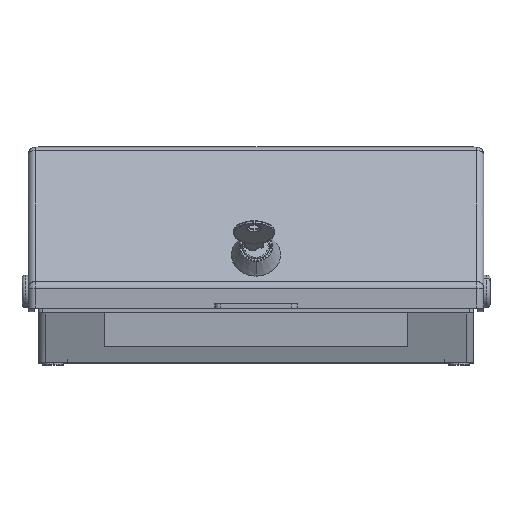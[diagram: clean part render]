
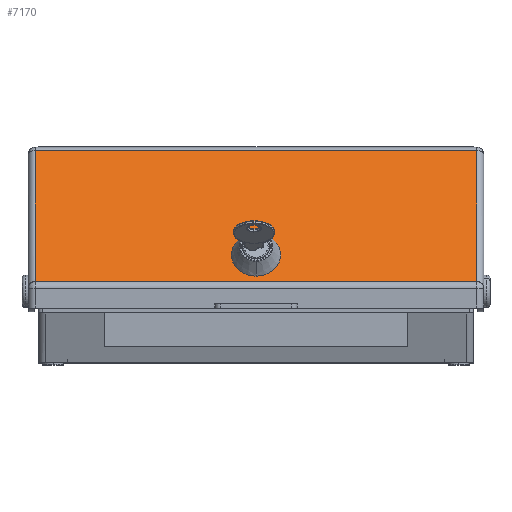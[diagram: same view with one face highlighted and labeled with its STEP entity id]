
A CAD part, top view. The second image highlights one B-rep face of the part: STEP entity #7170.
In plain terms, the highlighted planar face has unit normal (0, 0.5, 0.866).
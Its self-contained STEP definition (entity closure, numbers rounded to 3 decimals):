
#718 = CARTESIAN_POINT ( 'NONE',  ( 111., 105., 71.753 ) ) ;
#885 = VERTEX_POINT ( 'NONE', #28916 ) ;
#995 = EDGE_LOOP ( 'NONE', ( #19822, #17758 ) ) ;
#1007 = VERTEX_POINT ( 'NONE', #25533 ) ;
#1015 = CARTESIAN_POINT ( 'NONE',  ( 0., 62.883, 96.069 ) ) ;
#2212 = DIRECTION ( 'NONE',  ( -1., 0., 0. ) ) ;
#3146 = AXIS2_PLACEMENT_3D ( 'NONE', #26057, #8120, #29134 ) ;
#3489 = ORIENTED_EDGE ( 'NONE', *, *, #5201, .T. ) ;
#4024 = EDGE_CURVE ( 'NONE', #9586, #16249, #10338, .T. ) ;
#4233 = ORIENTED_EDGE ( 'NONE', *, *, #34609, .T. ) ;
#5201 = EDGE_CURVE ( 'NONE', #37668, #885, #33688, .T. ) ;
#5365 = EDGE_LOOP ( 'NONE', ( #31404, #4233, #3489, #36865 ) ) ;
#5704 = LINE ( 'NONE', #18981, #28698 ) ;
#6646 = PLANE ( 'NONE',  #7720 ) ;
#7161 = VERTEX_POINT ( 'NONE', #36944 ) ;
#7170 = ADVANCED_FACE ( 'NONE', ( #35391, #27424 ), #6646, .F. ) ;
#7720 = AXIS2_PLACEMENT_3D ( 'NONE', #718, #31177, #10175 ) ;
#7944 = VECTOR ( 'NONE', #2212, 1000. ) ;
#8120 = DIRECTION ( 'NONE',  ( 0., 0.5, 0.866 ) ) ;
#8356 = DIRECTION ( 'NONE',  ( 0., -0.866, 0.5 ) ) ;
#9586 = VERTEX_POINT ( 'NONE', #26446 ) ;
#10175 = DIRECTION ( 'NONE',  ( 0., 0.866, -0.5 ) ) ;
#10338 = CIRCLE ( 'NONE', #30261, 12. ) ;
#11232 = DIRECTION ( 'NONE',  ( -1., 0., 0. ) ) ;
#13199 = EDGE_CURVE ( 'NONE', #16249, #9586, #35274, .T. ) ;
#15749 = DIRECTION ( 'NONE',  ( 0., 0.5, 0.866 ) ) ;
#15909 = LINE ( 'NONE', #38185, #7944 ) ;
#16249 = VERTEX_POINT ( 'NONE', #1015 ) ;
#17113 = CARTESIAN_POINT ( 'NONE',  ( 111., 103.25, 72.763 ) ) ;
#17758 = ORIENTED_EDGE ( 'NONE', *, *, #4024, .F. ) ;
#18981 = CARTESIAN_POINT ( 'NONE',  ( 107.5, 105., 71.753 ) ) ;
#19822 = ORIENTED_EDGE ( 'NONE', *, *, #13199, .F. ) ;
#20746 = CARTESIAN_POINT ( 'NONE',  ( -107.5, 103.25, 72.763 ) ) ;
#21979 = DIRECTION ( 'NONE',  ( 0., 0.866, -0.5 ) ) ;
#24032 = EDGE_CURVE ( 'NONE', #7161, #885, #15909, .T. ) ;
#24740 = VECTOR ( 'NONE', #8356, 1000. ) ;
#25055 = VECTOR ( 'NONE', #11232, 1000. ) ;
#25533 = CARTESIAN_POINT ( 'NONE',  ( 107.5, 103.25, 72.763 ) ) ;
#26057 = CARTESIAN_POINT ( 'NONE',  ( 0., 52.49, 102.069 ) ) ;
#26446 = CARTESIAN_POINT ( 'NONE',  ( 0., 42.098, 108.069 ) ) ;
#27424 = FACE_OUTER_BOUND ( 'NONE', #5365, .T. ) ;
#28698 = VECTOR ( 'NONE', #21979, 1000. ) ;
#28916 = CARTESIAN_POINT ( 'NONE',  ( -107.5, 39.5, 109.569 ) ) ;
#29134 = DIRECTION ( 'NONE',  ( 0., 0.866, -0.5 ) ) ;
#30261 = AXIS2_PLACEMENT_3D ( 'NONE', #33703, #15749, #36761 ) ;
#31177 = DIRECTION ( 'NONE',  ( 0., -0.5, -0.866 ) ) ;
#31404 = ORIENTED_EDGE ( 'NONE', *, *, #36671, .T. ) ;
#33078 = LINE ( 'NONE', #17113, #25055 ) ;
#33688 = LINE ( 'NONE', #34721, #24740 ) ;
#33703 = CARTESIAN_POINT ( 'NONE',  ( 0., 52.49, 102.069 ) ) ;
#34609 = EDGE_CURVE ( 'NONE', #1007, #37668, #33078, .T. ) ;
#34721 = CARTESIAN_POINT ( 'NONE',  ( -107.5, 105., 71.753 ) ) ;
#35274 = CIRCLE ( 'NONE', #3146, 12. ) ;
#35391 = FACE_BOUND ( 'NONE', #995, .T. ) ;
#36671 = EDGE_CURVE ( 'NONE', #7161, #1007, #5704, .T. ) ;
#36761 = DIRECTION ( 'NONE',  ( 0., 0.866, -0.5 ) ) ;
#36865 = ORIENTED_EDGE ( 'NONE', *, *, #24032, .F. ) ;
#36944 = CARTESIAN_POINT ( 'NONE',  ( 107.5, 39.5, 109.569 ) ) ;
#37668 = VERTEX_POINT ( 'NONE', #20746 ) ;
#38185 = CARTESIAN_POINT ( 'NONE',  ( 111., 39.5, 109.569 ) ) ;
